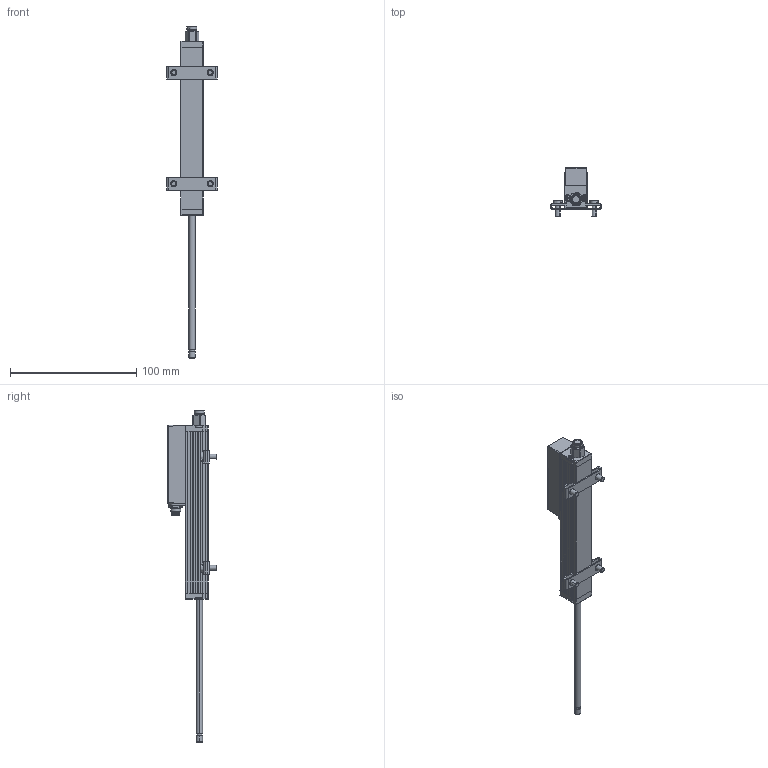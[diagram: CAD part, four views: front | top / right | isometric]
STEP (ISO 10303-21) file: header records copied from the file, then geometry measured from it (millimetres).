
FILE_DESCRIPTION (( 'STEP AP214' ), '1' );
FILE_NAME ('TE1-0100-101-411-101_eingefahren.STEP', '2014-02-19T07:03:56', ( 'dummy' ), ( 'Hewlett-Packard Company' ), 'SwSTEP 2.0', 'SolidWorks 2013', '' );
FILE_SCHEMA (( 'AUTOMOTIVE_DESIGN' ));
Length unit declared in the file: millimetre
Products named in the file (1): TE1-0100-101-411-101_eingefahren
Bounding box: 40.19 x 38.85 x 263 mm (x, y, z)
Surface area: 22249.4 mm2 (no closed solid volume)
Topology: 0 solids, 32 shells, 522 faces, 1635 edges, 1095 vertices
Faces by surface type: plane 233, cylinder 195, cone 52, torus 27, sphere 9, bspline 6
Entity records: 23936 total; most frequent: CARTESIAN_POINT 3827, DIRECTION 3249, ORIENTED_EDGE 2499, EDGE_CURVE 1630, AXIS2_PLACEMENT_3D 1177, VERTEX_POINT 1095, LINE 895, VECTOR 895
